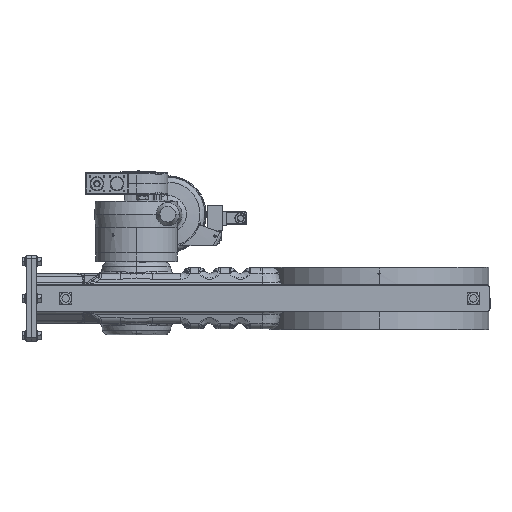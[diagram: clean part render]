
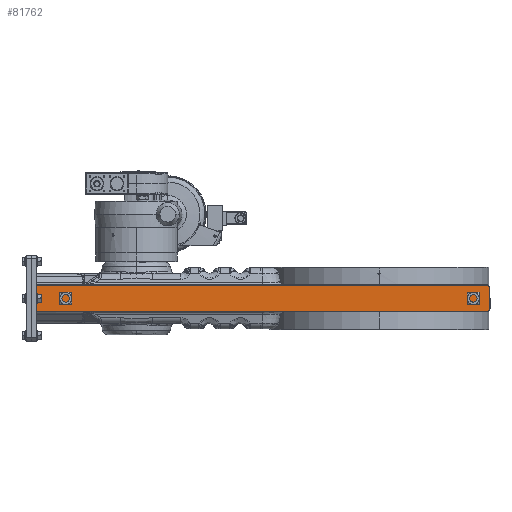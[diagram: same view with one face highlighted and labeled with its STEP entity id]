
A CAD part, left-side view. The second image highlights one B-rep face of the part: STEP entity #81762.
In plain terms, the highlighted planar face has unit normal (-1, 0, 0).
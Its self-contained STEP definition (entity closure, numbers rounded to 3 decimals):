
#1520 = AXIS2_PLACEMENT_3D ( 'NONE', #56602, #124184, #66370 ) ;
#3295 = EDGE_CURVE ( 'NONE', #73872, #110905, #112305, .T. ) ;
#3761 = DIRECTION ( 'NONE',  ( -1., 0., 0. ) ) ;
#6059 = DIRECTION ( 'NONE',  ( 0., 0., -1. ) ) ;
#6739 = DIRECTION ( 'NONE',  ( 0., 0., 1. ) ) ;
#7368 = CARTESIAN_POINT ( 'NONE',  ( -177.75, -8., 21. ) ) ;
#11832 = VECTOR ( 'NONE', #47737, 1000. ) ;
#13540 = CARTESIAN_POINT ( 'NONE',  ( -177.75, -8., -21.5 ) ) ;
#19601 = CARTESIAN_POINT ( 'NONE',  ( -177.75, -8., -21. ) ) ;
#20860 = EDGE_CURVE ( 'NONE', #110905, #39700, #111107, .T. ) ;
#30988 = LINE ( 'NONE', #75226, #105494 ) ;
#36882 = EDGE_CURVE ( 'NONE', #77207, #78621, #53822, .T. ) ;
#39700 = VERTEX_POINT ( 'NONE', #19601 ) ;
#44923 = VERTEX_POINT ( 'NONE', #114768 ) ;
#47345 = AXIS2_PLACEMENT_3D ( 'NONE', #62520, #3761, #72286 ) ;
#47737 = DIRECTION ( 'NONE',  ( 0., 1., 0. ) ) ;
#52631 = ORIENTED_EDGE ( 'NONE', *, *, #20860, .T. ) ;
#52687 = FACE_OUTER_BOUND ( 'NONE', #88341, .T. ) ;
#53751 = CARTESIAN_POINT ( 'NONE',  ( -177.75, -731.5, 21. ) ) ;
#53822 = CIRCLE ( 'NONE', #80495, 5. ) ;
#54597 = ORIENTED_EDGE ( 'NONE', *, *, #99733, .T. ) ;
#56602 = CARTESIAN_POINT ( 'NONE',  ( -177.75, -731.5, -21.5 ) ) ;
#57318 = ORIENTED_EDGE ( 'NONE', *, *, #36882, .T. ) ;
#57668 = EDGE_CURVE ( 'NONE', #78621, #44923, #30988, .T. ) ;
#58755 = EDGE_CURVE ( 'NONE', #44923, #73872, #97730, .T. ) ;
#61284 = ORIENTED_EDGE ( 'NONE', *, *, #3295, .T. ) ;
#62520 = CARTESIAN_POINT ( 'NONE',  ( -177.75, -726., 16. ) ) ;
#64800 = DIRECTION ( 'NONE',  ( -1., 0., 0. ) ) ;
#65940 = ORIENTED_EDGE ( 'NONE', *, *, #58755, .T. ) ;
#66370 = DIRECTION ( 'NONE',  ( 0., 0., 1. ) ) ;
#72286 = DIRECTION ( 'NONE',  ( 0., 0., -1. ) ) ;
#72488 = CARTESIAN_POINT ( 'NONE',  ( -177.75, -731., -16. ) ) ;
#73872 = VERTEX_POINT ( 'NONE', #79767 ) ;
#75226 = CARTESIAN_POINT ( 'NONE',  ( -177.75, -731., -21.5 ) ) ;
#77207 = VERTEX_POINT ( 'NONE', #121558 ) ;
#78621 = VERTEX_POINT ( 'NONE', #72488 ) ;
#79767 = CARTESIAN_POINT ( 'NONE',  ( -177.75, -726., 21. ) ) ;
#80495 = AXIS2_PLACEMENT_3D ( 'NONE', #122669, #64800, #6059 ) ;
#81762 = ADVANCED_FACE ( 'NONE', ( #52687 ), #104846, .T. ) ;
#81897 = DIRECTION ( 'NONE',  ( 0., 0., -1. ) ) ;
#82106 = LINE ( 'NONE', #113780, #104754 ) ;
#88341 = EDGE_LOOP ( 'NONE', ( #52631, #54597, #57318, #125073, #65940, #61284 ) ) ;
#97730 = CIRCLE ( 'NONE', #47345, 5. ) ;
#99733 = EDGE_CURVE ( 'NONE', #39700, #77207, #82106, .T. ) ;
#104754 = VECTOR ( 'NONE', #122226, 1000. ) ;
#104846 = PLANE ( 'NONE',  #1520 ) ;
#105494 = VECTOR ( 'NONE', #6739, 1000. ) ;
#110905 = VERTEX_POINT ( 'NONE', #7368 ) ;
#111107 = LINE ( 'NONE', #13540, #120168 ) ;
#112305 = LINE ( 'NONE', #53751, #11832 ) ;
#113780 = CARTESIAN_POINT ( 'NONE',  ( -177.75, -731.5, -21. ) ) ;
#114768 = CARTESIAN_POINT ( 'NONE',  ( -177.75, -731., 16. ) ) ;
#120168 = VECTOR ( 'NONE', #81897, 1000. ) ;
#121558 = CARTESIAN_POINT ( 'NONE',  ( -177.75, -726., -21. ) ) ;
#122226 = DIRECTION ( 'NONE',  ( 0., -1., 0. ) ) ;
#122669 = CARTESIAN_POINT ( 'NONE',  ( -177.75, -726., -16. ) ) ;
#124184 = DIRECTION ( 'NONE',  ( -1., 0., 0. ) ) ;
#125073 = ORIENTED_EDGE ( 'NONE', *, *, #57668, .T. ) ;
